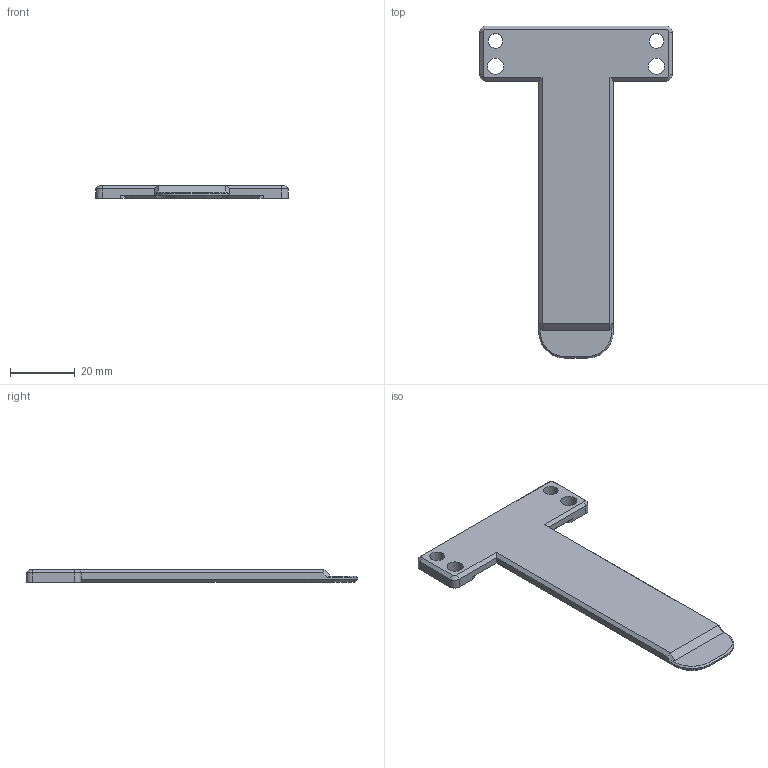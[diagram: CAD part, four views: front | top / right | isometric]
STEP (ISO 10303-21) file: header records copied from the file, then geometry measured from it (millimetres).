
FILE_DESCRIPTION(/* description */ (''),/* implementation_level */ '2;1');
FILE_NAME(/* name */ 'M12 MOLLE Strap.step',/* time_stamp */ '2024-01-05T20:19:03-08:00',/* author */ (''),/* organization */ (''),/* preprocessor_version */ 'ST-DEVELOPER v20',/* originating_system */ 'Autodesk Translation Framework v12.14.0.127',/* authorisation */ '');
FILE_SCHEMA (('AUTOMOTIVE_DESIGN { 1 0 10303 214 3 1 1 }'));
Length unit declared in the file: millimetre
Products named in the file (1): M12 MOLLE Strap
Bounding box: 59.4 x 102.54 x 4 mm (x, y, z)
Volume: 10850.6 mm3; surface area: 6867.5 mm2
Topology: 1 solids, 1 shells, 54 faces, 132 edges, 80 vertices
Faces by surface type: plane 30, cylinder 14, cone 10
Full cylindrical faces by diameter (mm): 4.5 x2, 5 x2
Entity records: 1611 total; most frequent: DIRECTION 280, CARTESIAN_POINT 267, ORIENTED_EDGE 264, EDGE_CURVE 132, LINE 94, VECTOR 94, AXIS2_PLACEMENT_3D 93, VERTEX_POINT 80
